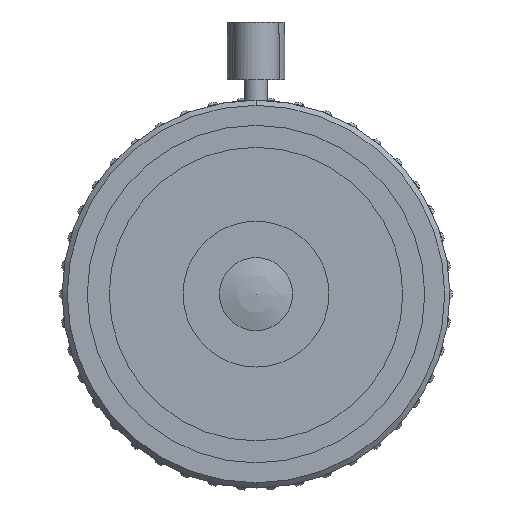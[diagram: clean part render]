
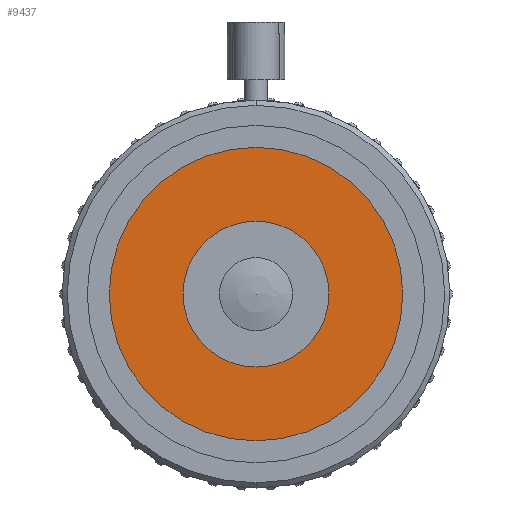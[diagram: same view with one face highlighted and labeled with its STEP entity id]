
A CAD part, front view. The second image highlights one B-rep face of the part: STEP entity #9437.
In plain terms, the highlighted planar face has unit normal (0, -1, 0).
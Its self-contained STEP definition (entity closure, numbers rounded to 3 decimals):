
#14 = DIRECTION ( 'NONE',  ( 0., -1., 0. ) ) ;
#253 = DIRECTION ( 'NONE',  ( 0., 0., -1. ) ) ;
#351 = DIRECTION ( 'NONE',  ( 0., 0., -1. ) ) ;
#419 = VERTEX_POINT ( 'NONE', #5793 ) ;
#592 = AXIS2_PLACEMENT_3D ( 'NONE', #4325, #7513, #351 ) ;
#676 = CIRCLE ( 'NONE', #6512, 6.3 ) ;
#806 = AXIS2_PLACEMENT_3D ( 'NONE', #7179, #14, #3195 ) ;
#1061 = EDGE_CURVE ( 'NONE', #3314, #9381, #5324, .T. ) ;
#1413 = PLANE ( 'NONE',  #2845 ) ;
#1532 = DIRECTION ( 'NONE',  ( 0., -1., 0. ) ) ;
#2063 = EDGE_LOOP ( 'NONE', ( #2945, #4293 ) ) ;
#2773 = EDGE_CURVE ( 'NONE', #9022, #419, #5097, .T. ) ;
#2845 = AXIS2_PLACEMENT_3D ( 'NONE', #10248, #3075, #6270 ) ;
#2945 = ORIENTED_EDGE ( 'NONE', *, *, #5592, .F. ) ;
#3075 = DIRECTION ( 'NONE',  ( 0., -1., 0. ) ) ;
#3195 = DIRECTION ( 'NONE',  ( 0., 0., -1. ) ) ;
#3241 = CARTESIAN_POINT ( 'NONE',  ( 0., 0., -12.675 ) ) ;
#3314 = VERTEX_POINT ( 'NONE', #3241 ) ;
#4018 = ORIENTED_EDGE ( 'NONE', *, *, #1061, .T. ) ;
#4230 = CARTESIAN_POINT ( 'NONE',  ( 0., 0., 0. ) ) ;
#4234 = EDGE_CURVE ( 'NONE', #9381, #3314, #4380, .T. ) ;
#4293 = ORIENTED_EDGE ( 'NONE', *, *, #2773, .F. ) ;
#4325 = CARTESIAN_POINT ( 'NONE',  ( 0., 0., 0. ) ) ;
#4380 = CIRCLE ( 'NONE', #10237, 12.675 ) ;
#4728 = DIRECTION ( 'NONE',  ( 0., 0., -1. ) ) ;
#4983 = ORIENTED_EDGE ( 'NONE', *, *, #4234, .T. ) ;
#5097 = CIRCLE ( 'NONE', #592, 6.3 ) ;
#5324 = CIRCLE ( 'NONE', #806, 12.675 ) ;
#5400 = FACE_BOUND ( 'NONE', #2063, .T. ) ;
#5592 = EDGE_CURVE ( 'NONE', #419, #9022, #676, .T. ) ;
#5793 = CARTESIAN_POINT ( 'NONE',  ( 0., 0., 6.3 ) ) ;
#6270 = DIRECTION ( 'NONE',  ( 0., 0., -1. ) ) ;
#6512 = AXIS2_PLACEMENT_3D ( 'NONE', #4230, #7416, #253 ) ;
#6711 = CARTESIAN_POINT ( 'NONE',  ( 0., 0., -6.3 ) ) ;
#7179 = CARTESIAN_POINT ( 'NONE',  ( 0., 0., 0. ) ) ;
#7416 = DIRECTION ( 'NONE',  ( 0., -1., 0. ) ) ;
#7513 = DIRECTION ( 'NONE',  ( 0., -1., 0. ) ) ;
#8572 = FACE_OUTER_BOUND ( 'NONE', #9791, .T. ) ;
#8699 = CARTESIAN_POINT ( 'NONE',  ( 0., 0., 0. ) ) ;
#9022 = VERTEX_POINT ( 'NONE', #6711 ) ;
#9253 = CARTESIAN_POINT ( 'NONE',  ( 0., 0., 12.675 ) ) ;
#9381 = VERTEX_POINT ( 'NONE', #9253 ) ;
#9437 = ADVANCED_FACE ( 'NONE', ( #5400, #8572 ), #1413, .T. ) ;
#9791 = EDGE_LOOP ( 'NONE', ( #4018, #4983 ) ) ;
#10237 = AXIS2_PLACEMENT_3D ( 'NONE', #8699, #1532, #4728 ) ;
#10248 = CARTESIAN_POINT ( 'NONE',  ( 0., 0., 0. ) ) ;
